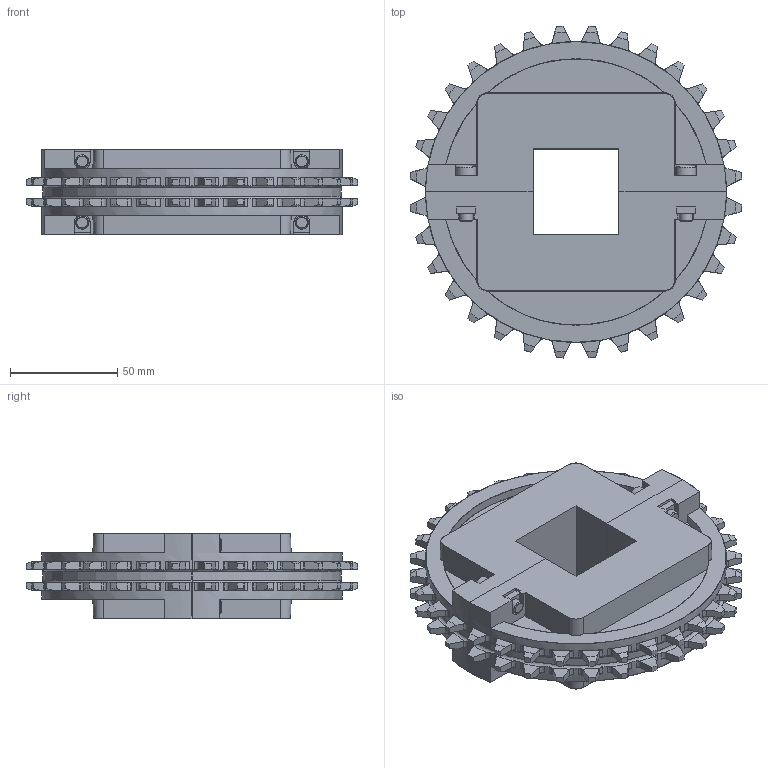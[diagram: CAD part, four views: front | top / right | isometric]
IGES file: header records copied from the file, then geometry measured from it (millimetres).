
Start section: SolidWorks IGES file using analytic representation for surfaces
Global section: file name: NSNUMBE0915135684053.igs; native system: SolidWorks 2007; preprocessor: SolidWorks 2007; author: partstream; date: 060915.135623; units: inch
Bounding box: 154.47 x 154.47 x 39.88 mm (x, y, z)
Surface area: 78065 mm2 (no closed solid volume)
Topology: 0 solids, 0 shells, 784 faces, 7822 edges, 7822 vertices
Faces by surface type: bspline 410, revolution 374
